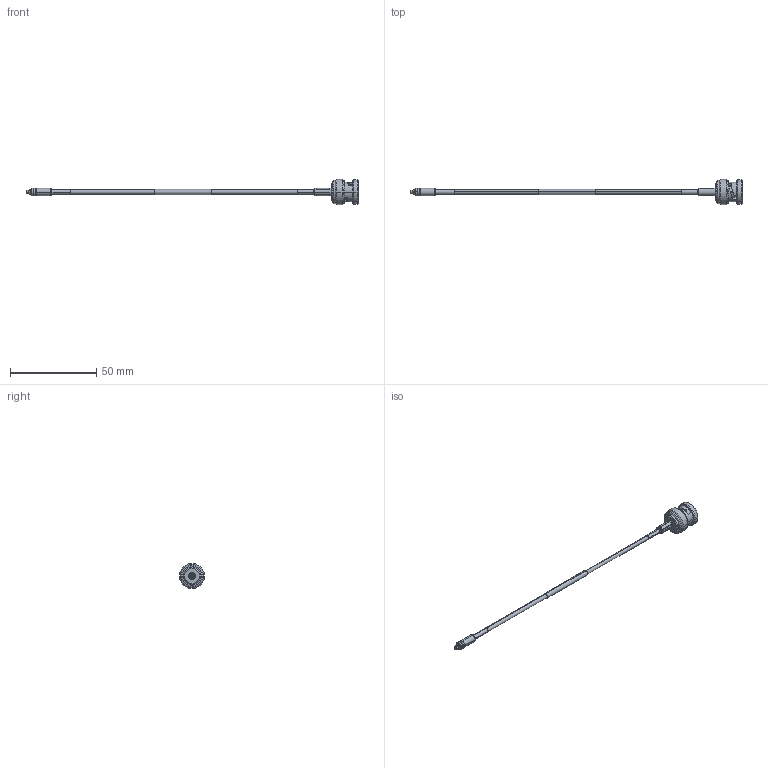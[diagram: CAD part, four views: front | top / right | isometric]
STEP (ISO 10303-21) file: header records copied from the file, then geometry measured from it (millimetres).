
FILE_DESCRIPTION (( 'STEP AP214' ), '1' );
FILE_NAME ('FMC00797_3D.step', '2023-02-23T03:25:07', ( '' ), ( '' ), 'SwSTEP 2.0', 'SolidWorks 2022', '' );
FILE_SCHEMA (( 'AUTOMOTIVE_DESIGN' ));
Length unit declared in the file: inch
Products named in the file (6): heat shrink conn 2^FMC00797_conn 1; M17_113-RG316 Ø.098 jacket^FMC00797; heat shrink conn 1^FMC00797_conn 1; SC9513_NO Knurling; FMC00797_3D; SC6031^FMC00797_CRIMPED
Assembly tree (5 placements, depth 2):
  FMC00797_3D
    M17_113-RG316 Ø.098 jacket^FMC00797
    heat shrink conn 1^FMC00797_conn 1
    SC6031^FMC00797_CRIMPED
    heat shrink conn 2^FMC00797_conn 1
    SC9513_NO Knurling
Bounding box: 192.13 x 14.48 x 14.48 mm (x, y, z)
Volume: 2570.2 mm3; surface area: 5034.1 mm2
Topology: 8 solids, 9 shells, 265 faces, 597 edges, 372 vertices
Faces by surface type: cylinder 105, plane 88, cone 40, torus 20, bspline 12
Entity records: 9297 total; most frequent: CARTESIAN_POINT 2548, DIRECTION 1384, ORIENTED_EDGE 1194, EDGE_CURVE 597, AXIS2_PLACEMENT_3D 574, VERTEX_POINT 372, CIRCLE 313, EDGE_LOOP 299
